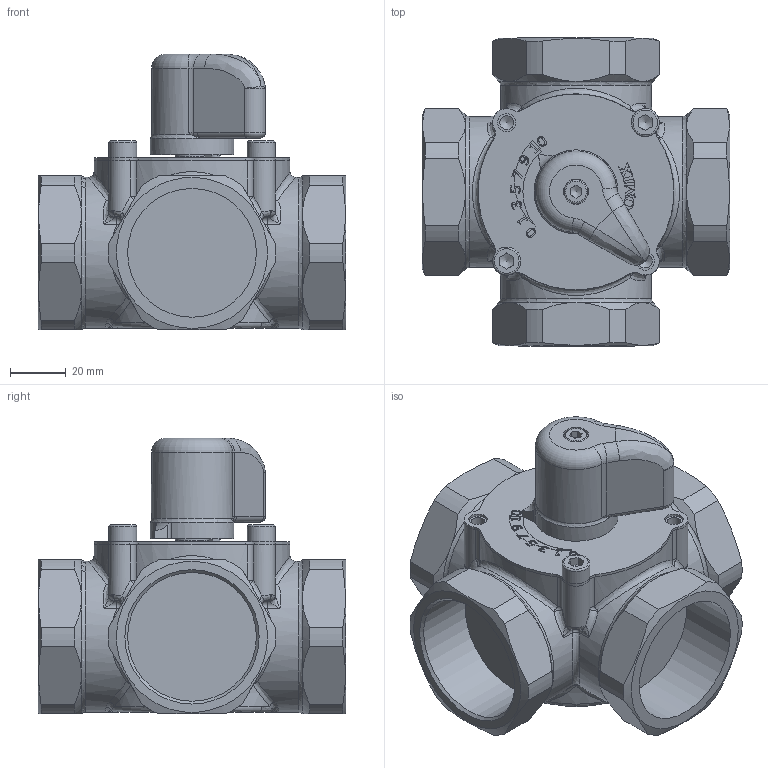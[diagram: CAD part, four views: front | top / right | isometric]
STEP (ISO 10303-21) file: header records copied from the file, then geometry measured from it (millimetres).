
FILE_DESCRIPTION(/* description */ (''),/* implementation_level */ '2;1');
FILE_NAME(/* name */ 'MIXM4-40.stp',/* time_stamp */ '2015-09-15T21:05:27+02:00',/* author */ ('ARTUR'),/* organization */ (''),/* preprocessor_version */ 'ST-DEVELOPER v15.6',/* originating_system */ 'Autodesk Inventor 2015',/* authorisation */ '');
FILE_SCHEMA (('CONFIG_CONTROL_DESIGN'));
Length unit declared in the file: centimetre
Products named in the file (1): MIXM4-40
Bounding box: 110 x 110 x 98.5 mm (x, y, z)
Volume: 333651.7 mm3; surface area: 70045.7 mm2
Topology: 1 solids, 1 shells, 855 faces, 2324 edges, 1479 vertices
Faces by surface type: bspline 305, plane 301, cylinder 136, cone 64, torus 32, sphere 17
Full cylindrical faces by diameter (mm): 4.917 x2, 6.5 x2, 8.5 x1, 9 x1, 10 x2, 12 x1, 20 x1, 46 x4, 54 x4
Entity records: 31910 total; most frequent: CARTESIAN_POINT 11931, ORIENTED_EDGE 4460, DIRECTION 3100, EDGE_CURVE 2230, VERTEX_POINT 1455, LINE 1036, VECTOR 1036, AXIS2_PLACEMENT_3D 1032
